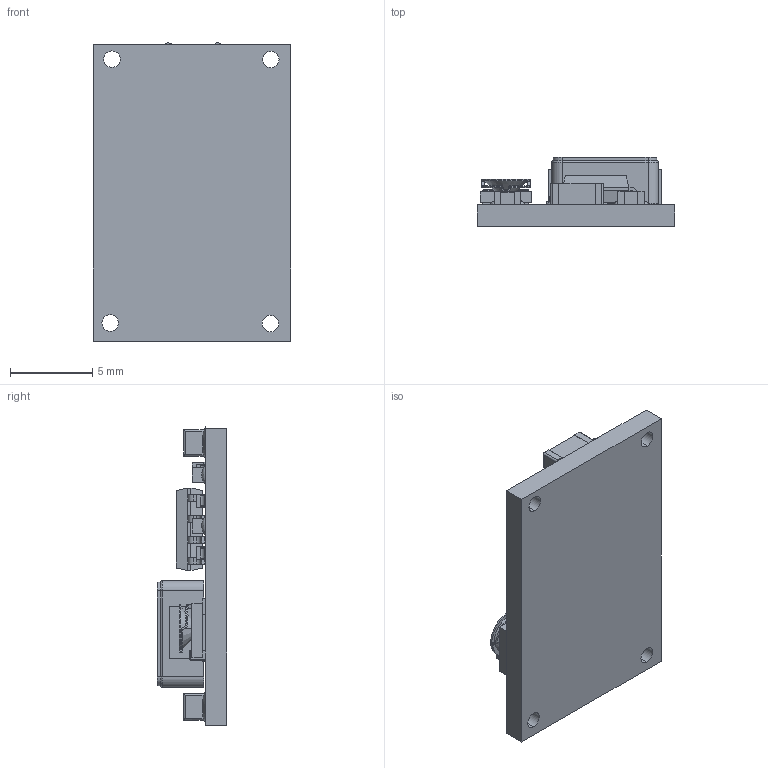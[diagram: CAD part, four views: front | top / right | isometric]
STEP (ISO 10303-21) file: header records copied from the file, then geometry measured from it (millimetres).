
FILE_DESCRIPTION (( 'STEP AP214' ), '1' );
FILE_NAME ('User Library-mini360 STEP DOWN DC DC 2.STEP', '2022-12-16T14:15:01', ( '' ), ( '' ), 'SwSTEP 2.0', 'SolidWorks 2022', '' );
FILE_SCHEMA (( 'AUTOMOTIVE_DESIGN' ));
Length unit declared in the file: millimetre
Products named in the file (11): IHLP2525; CAPC0603; mini360; Resistor 0603; User Library-mini360 STEP DOWN DC DC 2; CAPC1206; Part 1; Part 2; EVM-3E; Part 1 (1); User Library-SOIC-8 - TEK
Assembly tree (15 placements, depth 3):
  User Library-mini360 STEP DOWN DC DC 2
    mini360
    User Library-SOIC-8 - TEK
    Resistor 0603  x3
    CAPC0603  x3
    CAPC1206  x2
    IHLP2525
      Part 1
      Part 1 (1)
      Part 2
    EVM-3E
Bounding box: 12 x 4.2 x 18.09 mm (x, y, z)
Volume: 471.6 mm3; surface area: 977.1 mm2
Topology: 48 solids, 48 shells, 914 faces, 2242 edges, 1432 vertices
Faces by surface type: bspline 406, plane 392, cylinder 111, cone 5
Entity records: 25205 total; most frequent: CARTESIAN_POINT 7303, ORIENTED_EDGE 2668, DIRECTION 1863, EDGE_CURVE 1334, VERTEX_POINT 854, VECTOR 801, LINE 801, UNCERTAINTY_MEASURE_WITH_UNIT 569
